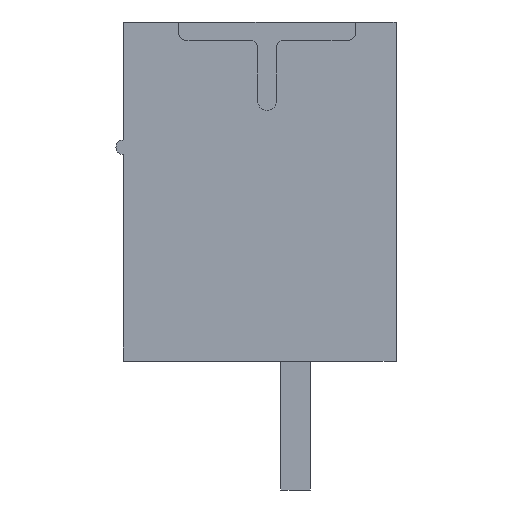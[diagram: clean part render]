
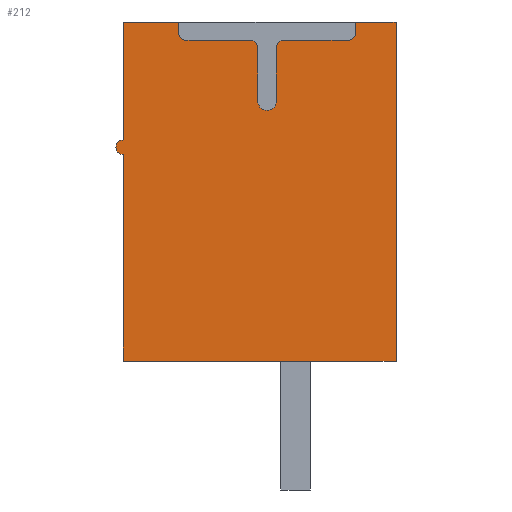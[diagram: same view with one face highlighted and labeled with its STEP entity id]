
A CAD part, left-side view. The second image highlights one B-rep face of the part: STEP entity #212.
In plain terms, the highlighted planar face has unit normal (-1, 0, 0).
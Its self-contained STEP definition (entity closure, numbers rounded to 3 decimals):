
#212=ADVANCED_FACE('3578',(#706),#707,.T.);
#706=FACE_OUTER_BOUND('',#1610,.T.);
#707=PLANE('',#1611);
#1610=EDGE_LOOP('',(#2843,#2844,#2845,#2846,#2847,#2848,#2849,#2850,#2851,#2852,#2853,#2854,#2855,#2856,#2857,#2858,#2859,#2860,#2861));
#1611=AXIS2_PLACEMENT_3D('',#2862,#2863,#2864);
#2843=ORIENTED_EDGE('',*,*,#6161,.F.);
#2844=ORIENTED_EDGE('',*,*,#6162,.T.);
#2845=ORIENTED_EDGE('',*,*,#6163,.F.);
#2846=ORIENTED_EDGE('',*,*,#6164,.F.);
#2847=ORIENTED_EDGE('',*,*,#6165,.F.);
#2848=ORIENTED_EDGE('',*,*,#6026,.F.);
#2849=ORIENTED_EDGE('',*,*,#6160,.T.);
#2850=ORIENTED_EDGE('',*,*,#6166,.F.);
#2851=ORIENTED_EDGE('',*,*,#6167,.T.);
#2852=ORIENTED_EDGE('',*,*,#6168,.T.);
#2853=ORIENTED_EDGE('',*,*,#6169,.F.);
#2854=ORIENTED_EDGE('',*,*,#6030,.F.);
#2855=ORIENTED_EDGE('',*,*,#6170,.T.);
#2856=ORIENTED_EDGE('',*,*,#6171,.F.);
#2857=ORIENTED_EDGE('',*,*,#6172,.F.);
#2858=ORIENTED_EDGE('',*,*,#6173,.T.);
#2859=ORIENTED_EDGE('',*,*,#6174,.F.);
#2860=ORIENTED_EDGE('',*,*,#6175,.F.);
#2861=ORIENTED_EDGE('',*,*,#6016,.F.);
#2862=CARTESIAN_POINT('',(-17.63,4.6,0.0));
#2863=DIRECTION('',(-1.0,0.0,0.0));
#2864=DIRECTION('',(0.0,0.0,1.0));
#6016=EDGE_CURVE('4110',#7164,#7160,#7166,.T.);
#6026=EDGE_CURVE('4121',#7184,#7186,#7187,.T.);
#6030=EDGE_CURVE('4122',#7192,#7194,#7195,.T.);
#6160=EDGE_CURVE('4057',#7184,#7405,#7407,.T.);
#6161=EDGE_CURVE('4120',#7408,#7164,#7409,.T.);
#6162=EDGE_CURVE('4119',#7408,#7410,#7411,.T.);
#6163=EDGE_CURVE('4118',#7412,#7410,#7413,.T.);
#6164=EDGE_CURVE('4117',#7414,#7412,#7415,.T.);
#6165=EDGE_CURVE('4116',#7186,#7414,#7416,.T.);
#6166=EDGE_CURVE('4059',#7417,#7405,#7418,.T.);
#6167=EDGE_CURVE('4058',#7417,#7419,#7420,.T.);
#6168=EDGE_CURVE('4048',#7419,#7421,#7422,.T.);
#6169=EDGE_CURVE('4051',#7194,#7421,#7423,.T.);
#6170=EDGE_CURVE('4115',#7192,#7424,#7425,.T.);
#6171=EDGE_CURVE('4114',#7426,#7424,#7427,.T.);
#6172=EDGE_CURVE('4113',#7428,#7426,#7429,.T.);
#6173=EDGE_CURVE('4112',#7428,#7430,#7431,.T.);
#6174=EDGE_CURVE('4111',#7432,#7430,#7433,.T.);
#6175=EDGE_CURVE('4110',#7160,#7432,#7434,.T.);
#7160=VERTEX_POINT('',#9056);
#7164=VERTEX_POINT('',#9061);
#7166=CIRCLE('',#9064,0.25);
#7184=VERTEX_POINT('',#9082);
#7186=VERTEX_POINT('',#9085);
#7187=LINE('',#9086,#9087);
#7192=VERTEX_POINT('',#9094);
#7194=VERTEX_POINT('',#9097);
#7195=LINE('',#9098,#9099);
#7405=VERTEX_POINT('',#9418);
#7407=LINE('',#9421,#9422);
#7408=VERTEX_POINT('',#9423);
#7409=LINE('',#9424,#9425);
#7410=VERTEX_POINT('',#9426);
#7411=CIRCLE('',#9427,0.2);
#7412=VERTEX_POINT('',#9428);
#7413=LINE('',#9429,#9430);
#7414=VERTEX_POINT('',#9431);
#7415=CIRCLE('',#9432,0.2);
#7416=LINE('',#9433,#9434);
#7417=VERTEX_POINT('',#9435);
#7418=CIRCLE('',#9436,0.2);
#7419=VERTEX_POINT('',#9437);
#7420=LINE('',#9438,#9439);
#7421=VERTEX_POINT('',#9440);
#7422=LINE('',#9441,#9442);
#7423=LINE('',#9443,#9444);
#7424=VERTEX_POINT('',#9445);
#7425=LINE('',#9446,#9447);
#7426=VERTEX_POINT('',#9448);
#7427=CIRCLE('',#9449,0.2);
#7428=VERTEX_POINT('',#9450);
#7429=LINE('',#9451,#9452);
#7430=VERTEX_POINT('',#9453);
#7431=CIRCLE('',#9454,0.2);
#7432=VERTEX_POINT('',#9455);
#7433=LINE('',#9456,#9457);
#7434=CIRCLE('',#9458,0.25);
#9056=CARTESIAN_POINT('',(-17.63,0.7,-2.4));
#9061=CARTESIAN_POINT('',(-17.63,0.95,-2.15));
#9064=AXIS2_PLACEMENT_3D('',#11882,#11883,#11884);
#9082=CARTESIAN_POINT('',(-17.63,4.6,0.0));
#9085=CARTESIAN_POINT('',(-17.63,3.1,0.0));
#9086=CARTESIAN_POINT('',(-17.63,4.6,0.0));
#9087=VECTOR('',#11910,1.5);
#9094=CARTESIAN_POINT('',(-17.63,-1.7,0.0));
#9097=CARTESIAN_POINT('',(-17.63,-2.8,0.0));
#9098=CARTESIAN_POINT('',(-17.63,-1.7,0.0));
#9099=VECTOR('',#11914,1.1);
#9418=CARTESIAN_POINT('',(-17.63,4.6,-3.2));
#9421=CARTESIAN_POINT('',(-17.63,4.6,0.0));
#9422=VECTOR('',#12082,3.2);
#9423=CARTESIAN_POINT('',(-17.63,0.95,-0.7));
#9424=CARTESIAN_POINT('',(-17.63,0.95,-0.7));
#9425=VECTOR('',#12083,1.45);
#9426=CARTESIAN_POINT('',(-17.63,1.15,-0.5));
#9427=AXIS2_PLACEMENT_3D('',#12084,#12085,#12086);
#9428=CARTESIAN_POINT('',(-17.63,2.9,-0.5));
#9429=CARTESIAN_POINT('',(-17.63,2.9,-0.5));
#9430=VECTOR('',#12087,1.75);
#9431=CARTESIAN_POINT('',(-17.63,3.1,-0.3));
#9432=AXIS2_PLACEMENT_3D('',#12088,#12089,#12090);
#9433=CARTESIAN_POINT('',(-17.63,3.1,0.0));
#9434=VECTOR('',#12091,0.3);
#9435=CARTESIAN_POINT('',(-17.63,4.6,-3.6));
#9436=AXIS2_PLACEMENT_3D('',#12092,#12093,#12094);
#9437=CARTESIAN_POINT('',(-17.63,4.6,-9.2));
#9438=CARTESIAN_POINT('',(-17.63,4.6,-3.6));
#9439=VECTOR('',#12095,5.6);
#9440=CARTESIAN_POINT('',(-17.63,-2.8,-9.2));
#9441=CARTESIAN_POINT('',(-17.63,4.6,-9.2));
#9442=VECTOR('',#12096,7.4);
#9443=CARTESIAN_POINT('',(-17.63,-2.8,0.0));
#9444=VECTOR('',#12097,9.2);
#9445=CARTESIAN_POINT('',(-17.63,-1.7,-0.3));
#9446=CARTESIAN_POINT('',(-17.63,-1.7,0.0));
#9447=VECTOR('',#12098,0.3);
#9448=CARTESIAN_POINT('',(-17.63,-1.5,-0.5));
#9449=AXIS2_PLACEMENT_3D('',#12099,#12100,#12101);
#9450=CARTESIAN_POINT('',(-17.63,0.25,-0.5));
#9451=CARTESIAN_POINT('',(-17.63,0.25,-0.5));
#9452=VECTOR('',#12102,1.75);
#9453=CARTESIAN_POINT('',(-17.63,0.45,-0.7));
#9454=AXIS2_PLACEMENT_3D('',#12103,#12104,#12105);
#9455=CARTESIAN_POINT('',(-17.63,0.45,-2.15));
#9456=CARTESIAN_POINT('',(-17.63,0.45,-2.15));
#9457=VECTOR('',#12106,1.45);
#9458=AXIS2_PLACEMENT_3D('',#12107,#12108,#12109);
#11882=CARTESIAN_POINT('',(-17.63,0.7,-2.15));
#11883=DIRECTION('',(-1.0,0.0,0.0));
#11884=DIRECTION('',(0.0,1.0,0.0));
#11910=DIRECTION('',(0.0,-1.0,0.0));
#11914=DIRECTION('',(0.0,-1.0,0.0));
#12082=DIRECTION('',(0.0,0.0,-1.0));
#12083=DIRECTION('',(0.0,0.0,-1.0));
#12084=CARTESIAN_POINT('',(-17.63,1.15,-0.7));
#12085=DIRECTION('',(-1.0,0.0,0.0));
#12086=DIRECTION('',(0.0,-1.0,0.0));
#12087=DIRECTION('',(0.0,-1.0,0.0));
#12088=CARTESIAN_POINT('',(-17.63,2.9,-0.3));
#12089=DIRECTION('',(-1.0,0.0,0.0));
#12090=DIRECTION('',(0.0,1.0,0.0));
#12091=DIRECTION('',(0.0,0.0,-1.0));
#12092=CARTESIAN_POINT('',(-17.63,4.6,-3.4));
#12093=DIRECTION('',(1.0,0.0,0.0));
#12094=DIRECTION('',(0.0,0.0,-1.0));
#12095=DIRECTION('',(0.0,0.0,-1.0));
#12096=DIRECTION('',(0.0,-1.0,0.0));
#12097=DIRECTION('',(0.0,0.0,-1.0));
#12098=DIRECTION('',(0.0,0.0,-1.0));
#12099=CARTESIAN_POINT('',(-17.63,-1.5,-0.3));
#12100=DIRECTION('',(-1.0,0.0,0.0));
#12101=DIRECTION('',(0.0,0.0,-1.0));
#12102=DIRECTION('',(0.0,-1.0,0.0));
#12103=CARTESIAN_POINT('',(-17.63,0.25,-0.7));
#12104=DIRECTION('',(-1.0,0.0,0.0));
#12105=DIRECTION('',(0.0,0.0,1.0));
#12106=DIRECTION('',(0.0,0.0,1.0));
#12107=CARTESIAN_POINT('',(-17.63,0.7,-2.15));
#12108=DIRECTION('',(-1.0,0.0,0.0));
#12109=DIRECTION('',(0.0,1.0,0.0));
